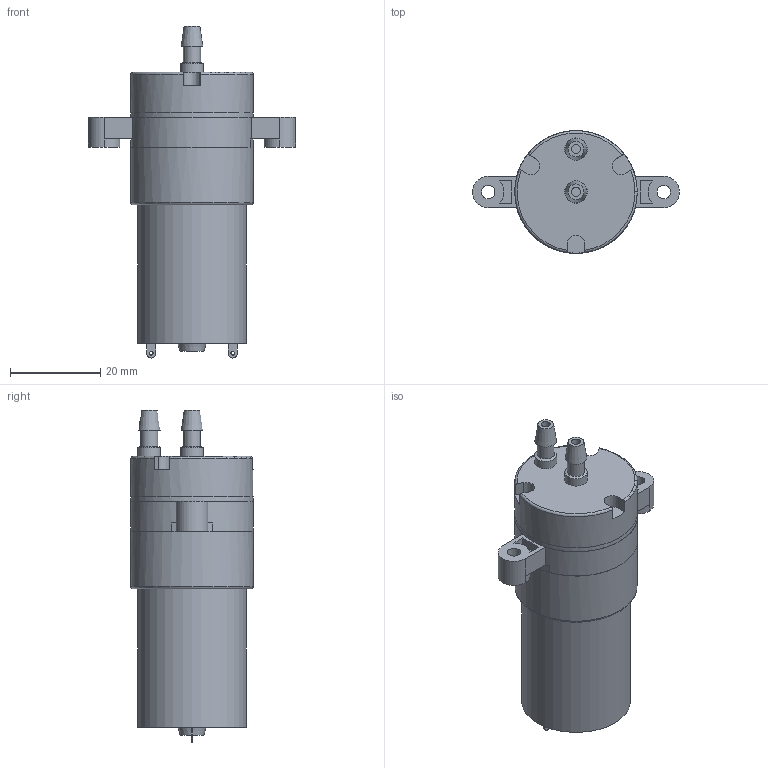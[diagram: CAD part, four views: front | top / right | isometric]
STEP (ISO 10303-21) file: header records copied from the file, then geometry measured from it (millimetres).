
FILE_DESCRIPTION(('FreeCAD Model'),'2;1');
FILE_NAME('Open CASCADE Shape Model','2022-08-14T19:44:24',('Author'),( ''),'Open CASCADE STEP processor 7.5','FreeCAD','Unknown');
FILE_SCHEMA(('AUTOMOTIVE_DESIGN { 1 0 10303 214 1 1 1 1 }'));
Length unit declared in the file: millimetre
Products named in the file (1): 370A waterpump
Bounding box: 46 x 27.3 x 73.75 mm (x, y, z)
Volume: 31581 mm3; surface area: 7282 mm2
Topology: 1 solids, 1 shells, 96 faces, 218 edges, 140 vertices
Faces by surface type: plane 53, cylinder 33, torus 5, cone 5
Full cylindrical faces by diameter (mm): 0.8 x2, 2 x2, 3 x2, 3.8 x2, 5 x4, 6.3 x1, 23.4 x1, 24.2 x1, 27.2 x3
Entity records: 5896 total; most frequent: CARTESIAN_POINT 1299, DIRECTION 902, LINE 474, VECTOR 474, ORIENTED_EDGE 436, PCURVE 436, DEFINITIONAL_REPRESENTATION 436, EDGE_CURVE 218
